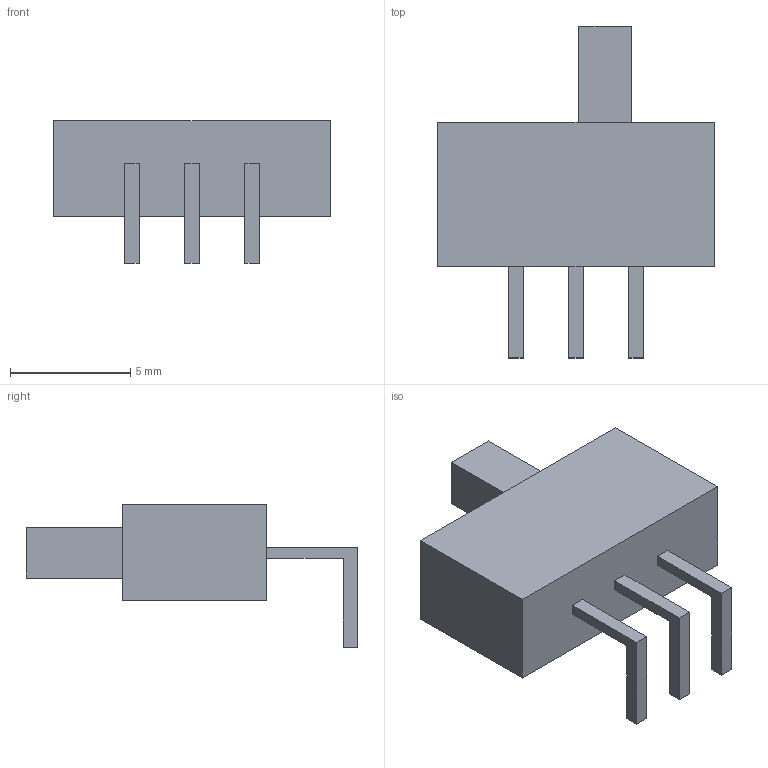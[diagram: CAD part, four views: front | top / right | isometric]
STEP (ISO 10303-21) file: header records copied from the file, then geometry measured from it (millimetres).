
FILE_DESCRIPTION(/* description */ ('','CAx-IF Rec.Pracs.---Representation and Presentation of Product Manufacturing Information (PMI)---4.0---2014-10-13'),/* implementation_level */ '2;1');
FILE_NAME(/* name */ 'MSL-1C2P SW.step',/* time_stamp */ '2025-02-15T14:23:34+09:00',/* author */ (''),/* organization */ (''),/* preprocessor_version */ 'ST-DEVELOPER v20',/* originating_system */ 'Autodesk Translation Framework v13.20.0.188',/* authorisation */ '');
FILE_SCHEMA (('AP242_MANAGED_MODEL_BASED_3D_ENGINEERING_MIM_LF { 1 0 10303 442 1 1 4 }'));
Length unit declared in the file: millimetre
Products named in the file (1): MSL-1C2P SW
Bounding box: 11.5 x 13.8 x 5.93 mm (x, y, z)
Volume: 298.9 mm3; surface area: 378.4 mm2
Topology: 5 solids, 5 shells, 41 faces, 90 edges, 60 vertices
Faces by surface type: plane 41
Entity records: 1154 total; most frequent: CARTESIAN_POINT 192, ORIENTED_EDGE 180, DIRECTION 174, LINE 90, VECTOR 90, EDGE_CURVE 90, VERTEX_POINT 60, EDGE_LOOP 42
